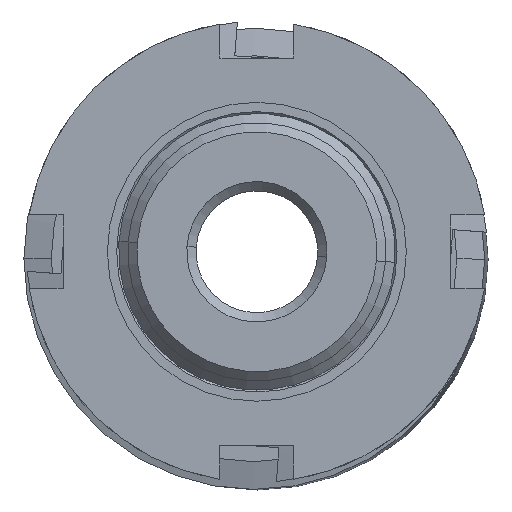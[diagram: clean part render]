
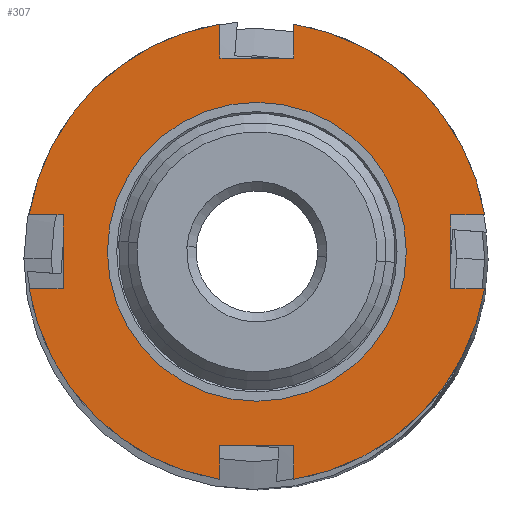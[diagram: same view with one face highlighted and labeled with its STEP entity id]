
A CAD part, front view. The second image highlights one B-rep face of the part: STEP entity #307.
In plain terms, the highlighted planar face has unit normal (0, -1, 0).
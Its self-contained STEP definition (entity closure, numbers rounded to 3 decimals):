
#48 = EDGE_CURVE ( 'NONE', #2291, #1370, #430, .T. ) ;
#67 = DIRECTION ( 'NONE',  ( 1., 0., 0. ) ) ;
#72 = CARTESIAN_POINT ( 'NONE',  ( 10.5, -23., -2. ) ) ;
#81 = VERTEX_POINT ( 'NONE', #134 ) ;
#87 = DIRECTION ( 'NONE',  ( -1., 0., 0. ) ) ;
#91 = CIRCLE ( 'NONE', #1663, 12.5 ) ;
#98 = CARTESIAN_POINT ( 'NONE',  ( 8.1, -23., 2. ) ) ;
#106 = CARTESIAN_POINT ( 'NONE',  ( 8.1, -23., -2. ) ) ;
#112 = DIRECTION ( 'NONE',  ( 0., 0., 1. ) ) ;
#129 = VERTEX_POINT ( 'NONE', #2086 ) ;
#132 = EDGE_CURVE ( 'NONE', #3413, #3010, #2935, .T. ) ;
#134 = CARTESIAN_POINT ( 'NONE',  ( 2., -23., -12.339 ) ) ;
#169 = DIRECTION ( 'NONE',  ( 0., 1., 0. ) ) ;
#188 = VERTEX_POINT ( 'NONE', #3439 ) ;
#204 = EDGE_CURVE ( 'NONE', #1269, #81, #91, .T. ) ;
#207 = CARTESIAN_POINT ( 'NONE',  ( 0., -23., 0. ) ) ;
#248 = DIRECTION ( 'NONE',  ( 0., 0., 1. ) ) ;
#262 = ORIENTED_EDGE ( 'NONE', *, *, #1357, .T. ) ;
#275 = EDGE_CURVE ( 'NONE', #129, #1375, #1951, .T. ) ;
#279 = CARTESIAN_POINT ( 'NONE',  ( 10.5, -23., 0. ) ) ;
#285 = CARTESIAN_POINT ( 'NONE',  ( -2., -23., -12.339 ) ) ;
#286 = CARTESIAN_POINT ( 'NONE',  ( 0., -23., 0. ) ) ;
#307 = ADVANCED_FACE ( 'NONE', ( #1195, #2358 ), #2647, .F. ) ;
#334 = VECTOR ( 'NONE', #2453, 1000. ) ;
#342 = EDGE_LOOP ( 'NONE', ( #1854, #2169 ) ) ;
#384 = VERTEX_POINT ( 'NONE', #72 ) ;
#388 = DIRECTION ( 'NONE',  ( 0., 0., 1. ) ) ;
#393 = CARTESIAN_POINT ( 'NONE',  ( 2., -23., 0. ) ) ;
#415 = LINE ( 'NONE', #106, #3352 ) ;
#430 = CIRCLE ( 'NONE', #2191, 12.5 ) ;
#438 = CIRCLE ( 'NONE', #582, 8.1 ) ;
#457 = VECTOR ( 'NONE', #2538, 1000. ) ;
#463 = CARTESIAN_POINT ( 'NONE',  ( 0., -23., 8.1 ) ) ;
#547 = LINE ( 'NONE', #98, #2958 ) ;
#549 = VECTOR ( 'NONE', #87, 1000. ) ;
#582 = AXIS2_PLACEMENT_3D ( 'NONE', #2613, #2869, #248 ) ;
#624 = DIRECTION ( 'NONE',  ( -1., 0., 0. ) ) ;
#640 = VECTOR ( 'NONE', #1738, 1000. ) ;
#761 = ORIENTED_EDGE ( 'NONE', *, *, #1155, .F. ) ;
#803 = ORIENTED_EDGE ( 'NONE', *, *, #2981, .F. ) ;
#818 = VERTEX_POINT ( 'NONE', #2880 ) ;
#874 = CARTESIAN_POINT ( 'NONE',  ( -2., -23., 0. ) ) ;
#898 = ORIENTED_EDGE ( 'NONE', *, *, #1039, .T. ) ;
#924 = CARTESIAN_POINT ( 'NONE',  ( -2., -23., 10.5 ) ) ;
#938 = ORIENTED_EDGE ( 'NONE', *, *, #132, .T. ) ;
#1011 = LINE ( 'NONE', #874, #334 ) ;
#1023 = EDGE_LOOP ( 'NONE', ( #3046, #761, #898, #938, #803, #1752, #2481, #262, #2277, #1214, #1435, #2248, #2319, #2677, #2537, #2365 ) ) ;
#1034 = DIRECTION ( 'NONE',  ( 0., 1., 0. ) ) ;
#1039 = EDGE_CURVE ( 'NONE', #2417, #3413, #1011, .T. ) ;
#1111 = EDGE_CURVE ( 'NONE', #129, #2842, #1352, .T. ) ;
#1115 = CARTESIAN_POINT ( 'NONE',  ( -2., -23., 12.339 ) ) ;
#1143 = VECTOR ( 'NONE', #1933, 1000. ) ;
#1153 = CARTESIAN_POINT ( 'NONE',  ( 8.1, -23., 2. ) ) ;
#1155 = EDGE_CURVE ( 'NONE', #2417, #2937, #1652, .T. ) ;
#1195 = FACE_BOUND ( 'NONE', #342, .T. ) ;
#1214 = ORIENTED_EDGE ( 'NONE', *, *, #275, .F. ) ;
#1221 = LINE ( 'NONE', #3326, #2631 ) ;
#1227 = CARTESIAN_POINT ( 'NONE',  ( 2., -23., -10.5 ) ) ;
#1269 = VERTEX_POINT ( 'NONE', #2591 ) ;
#1352 = LINE ( 'NONE', #393, #640 ) ;
#1357 = EDGE_CURVE ( 'NONE', #384, #188, #1863, .T. ) ;
#1369 = VECTOR ( 'NONE', #1755, 1000. ) ;
#1370 = VERTEX_POINT ( 'NONE', #1115 ) ;
#1375 = VERTEX_POINT ( 'NONE', #1641 ) ;
#1399 = EDGE_CURVE ( 'NONE', #2291, #818, #2596, .T. ) ;
#1435 = ORIENTED_EDGE ( 'NONE', *, *, #1111, .T. ) ;
#1460 = DIRECTION ( 'NONE',  ( 0., 1., 0. ) ) ;
#1558 = CIRCLE ( 'NONE', #2456, 8.1 ) ;
#1560 = LINE ( 'NONE', #2927, #549 ) ;
#1590 = VERTEX_POINT ( 'NONE', #463 ) ;
#1592 = DIRECTION ( 'NONE',  ( 0., 1., 0. ) ) ;
#1595 = VERTEX_POINT ( 'NONE', #2304 ) ;
#1600 = DIRECTION ( 'NONE',  ( 0., 1., 0. ) ) ;
#1641 = CARTESIAN_POINT ( 'NONE',  ( 12.339, -23., 2. ) ) ;
#1652 = CIRCLE ( 'NONE', #3050, 12.5 ) ;
#1663 = AXIS2_PLACEMENT_3D ( 'NONE', #3428, #3125, #1837 ) ;
#1731 = LINE ( 'NONE', #1763, #457 ) ;
#1738 = DIRECTION ( 'NONE',  ( 0., 0., -1. ) ) ;
#1752 = ORIENTED_EDGE ( 'NONE', *, *, #204, .F. ) ;
#1755 = DIRECTION ( 'NONE',  ( -1., 0., 0. ) ) ;
#1763 = CARTESIAN_POINT ( 'NONE',  ( 2., -23., 0. ) ) ;
#1818 = EDGE_CURVE ( 'NONE', #2937, #2646, #415, .T. ) ;
#1837 = DIRECTION ( 'NONE',  ( 0., 0., 1. ) ) ;
#1854 = ORIENTED_EDGE ( 'NONE', *, *, #3089, .T. ) ;
#1863 = LINE ( 'NONE', #279, #1143 ) ;
#1885 = EDGE_CURVE ( 'NONE', #1370, #3380, #2963, .T. ) ;
#1925 = LINE ( 'NONE', #3342, #1369 ) ;
#1933 = DIRECTION ( 'NONE',  ( 0., 0., 1. ) ) ;
#1951 = CIRCLE ( 'NONE', #3448, 12.5 ) ;
#1962 = DIRECTION ( 'NONE',  ( 0., 0., -1. ) ) ;
#1984 = CARTESIAN_POINT ( 'NONE',  ( -2., -23., -10.5 ) ) ;
#2019 = CARTESIAN_POINT ( 'NONE',  ( -12.339, -23., -2. ) ) ;
#2037 = EDGE_CURVE ( 'NONE', #2842, #3380, #1925, .T. ) ;
#2086 = CARTESIAN_POINT ( 'NONE',  ( 2., -23., 12.339 ) ) ;
#2096 = CARTESIAN_POINT ( 'NONE',  ( -10.5, -23., -2. ) ) ;
#2099 = DIRECTION ( 'NONE',  ( 1., 0., 0. ) ) ;
#2113 = CARTESIAN_POINT ( 'NONE',  ( 0., -23., -10.5 ) ) ;
#2141 = VECTOR ( 'NONE', #1962, 1000. ) ;
#2169 = ORIENTED_EDGE ( 'NONE', *, *, #2293, .T. ) ;
#2191 = AXIS2_PLACEMENT_3D ( 'NONE', #3336, #169, #388 ) ;
#2235 = VECTOR ( 'NONE', #2099, 1000. ) ;
#2248 = ORIENTED_EDGE ( 'NONE', *, *, #2037, .T. ) ;
#2277 = ORIENTED_EDGE ( 'NONE', *, *, #3347, .F. ) ;
#2291 = VERTEX_POINT ( 'NONE', #3174 ) ;
#2293 = EDGE_CURVE ( 'NONE', #1595, #1590, #438, .T. ) ;
#2304 = CARTESIAN_POINT ( 'NONE',  ( 0., -23., -8.1 ) ) ;
#2319 = ORIENTED_EDGE ( 'NONE', *, *, #1885, .F. ) ;
#2358 = FACE_OUTER_BOUND ( 'NONE', #1023, .T. ) ;
#2365 = ORIENTED_EDGE ( 'NONE', *, *, #2860, .T. ) ;
#2395 = VECTOR ( 'NONE', #67, 1000. ) ;
#2417 = VERTEX_POINT ( 'NONE', #285 ) ;
#2453 = DIRECTION ( 'NONE',  ( 0., 0., 1. ) ) ;
#2456 = AXIS2_PLACEMENT_3D ( 'NONE', #207, #1034, #3395 ) ;
#2481 = ORIENTED_EDGE ( 'NONE', *, *, #2797, .T. ) ;
#2487 = DIRECTION ( 'NONE',  ( 0., 0., -1. ) ) ;
#2494 = CARTESIAN_POINT ( 'NONE',  ( -2., -23., 0. ) ) ;
#2537 = ORIENTED_EDGE ( 'NONE', *, *, #1399, .T. ) ;
#2538 = DIRECTION ( 'NONE',  ( 0., 0., 1. ) ) ;
#2591 = CARTESIAN_POINT ( 'NONE',  ( 12.339, -23., -2. ) ) ;
#2596 = LINE ( 'NONE', #1153, #2395 ) ;
#2613 = CARTESIAN_POINT ( 'NONE',  ( 0., -23., 0. ) ) ;
#2631 = VECTOR ( 'NONE', #2487, 1000. ) ;
#2646 = VERTEX_POINT ( 'NONE', #2096 ) ;
#2647 = PLANE ( 'NONE',  #2841 ) ;
#2677 = ORIENTED_EDGE ( 'NONE', *, *, #48, .F. ) ;
#2797 = EDGE_CURVE ( 'NONE', #1269, #384, #1560, .T. ) ;
#2841 = AXIS2_PLACEMENT_3D ( 'NONE', #2898, #1592, #3454 ) ;
#2842 = VERTEX_POINT ( 'NONE', #2953 ) ;
#2860 = EDGE_CURVE ( 'NONE', #818, #2646, #1221, .T. ) ;
#2869 = DIRECTION ( 'NONE',  ( 0., 1., 0. ) ) ;
#2880 = CARTESIAN_POINT ( 'NONE',  ( -10.5, -23., 2. ) ) ;
#2898 = CARTESIAN_POINT ( 'NONE',  ( 8.1, -23., 0. ) ) ;
#2927 = CARTESIAN_POINT ( 'NONE',  ( 8.1, -23., -2. ) ) ;
#2935 = LINE ( 'NONE', #2113, #2235 ) ;
#2937 = VERTEX_POINT ( 'NONE', #2019 ) ;
#2953 = CARTESIAN_POINT ( 'NONE',  ( 2., -23., 10.5 ) ) ;
#2958 = VECTOR ( 'NONE', #624, 1000. ) ;
#2963 = LINE ( 'NONE', #2494, #2141 ) ;
#2981 = EDGE_CURVE ( 'NONE', #81, #3010, #1731, .T. ) ;
#3010 = VERTEX_POINT ( 'NONE', #1227 ) ;
#3034 = DIRECTION ( 'NONE',  ( 1., 0., 0. ) ) ;
#3040 = CARTESIAN_POINT ( 'NONE',  ( 0., -23., 0. ) ) ;
#3046 = ORIENTED_EDGE ( 'NONE', *, *, #1818, .F. ) ;
#3050 = AXIS2_PLACEMENT_3D ( 'NONE', #3040, #1460, #112 ) ;
#3089 = EDGE_CURVE ( 'NONE', #1590, #1595, #1558, .T. ) ;
#3125 = DIRECTION ( 'NONE',  ( 0., 1., 0. ) ) ;
#3174 = CARTESIAN_POINT ( 'NONE',  ( -12.339, -23., 2. ) ) ;
#3326 = CARTESIAN_POINT ( 'NONE',  ( -10.5, -23., 0. ) ) ;
#3336 = CARTESIAN_POINT ( 'NONE',  ( 0., -23., 0. ) ) ;
#3342 = CARTESIAN_POINT ( 'NONE',  ( 0., -23., 10.5 ) ) ;
#3347 = EDGE_CURVE ( 'NONE', #1375, #188, #547, .T. ) ;
#3352 = VECTOR ( 'NONE', #3034, 1000. ) ;
#3380 = VERTEX_POINT ( 'NONE', #924 ) ;
#3395 = DIRECTION ( 'NONE',  ( 0., 0., 1. ) ) ;
#3413 = VERTEX_POINT ( 'NONE', #1984 ) ;
#3428 = CARTESIAN_POINT ( 'NONE',  ( 0., -23., 0. ) ) ;
#3439 = CARTESIAN_POINT ( 'NONE',  ( 10.5, -23., 2. ) ) ;
#3448 = AXIS2_PLACEMENT_3D ( 'NONE', #286, #1600, #3470 ) ;
#3454 = DIRECTION ( 'NONE',  ( 0., 0., 1. ) ) ;
#3470 = DIRECTION ( 'NONE',  ( 0., 0., 1. ) ) ;
